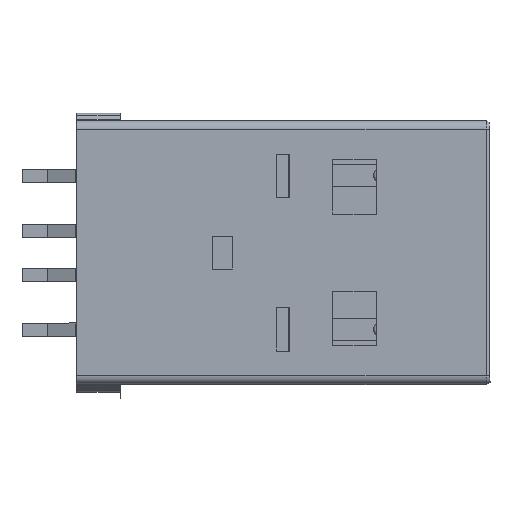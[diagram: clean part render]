
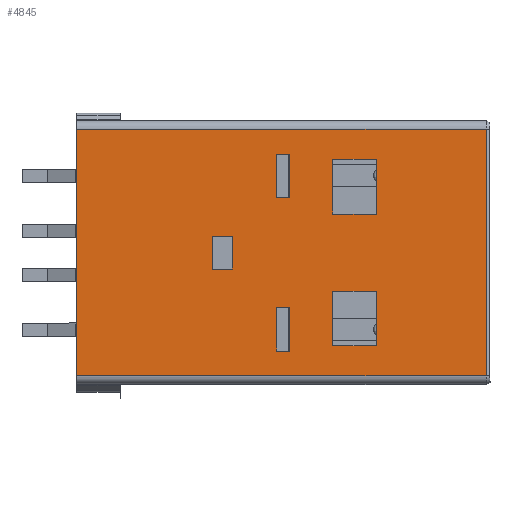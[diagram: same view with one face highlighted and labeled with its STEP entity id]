
A CAD part, top view. The second image highlights one B-rep face of the part: STEP entity #4845.
In plain terms, the highlighted planar face has unit normal (0, 0, 1).
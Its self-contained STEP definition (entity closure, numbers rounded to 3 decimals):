
#74 = VERTEX_POINT('',#75);
#75 = CARTESIAN_POINT('',(-7.9,5.549,3.141)
  );
#82 = EDGE_CURVE('',#74,#83,#85,.T.);
#83 = VERTEX_POINT('',#84);
#84 = CARTESIAN_POINT('',(-7.9,-5.651,3.141
    ));
#85 = LINE('',#86,#87);
#86 = CARTESIAN_POINT('',(-7.9,5.549,3.141)
  );
#87 = VECTOR('',#88,1.);
#88 = DIRECTION('',(0.,-1.,0.));
#4818 = EDGE_CURVE('',#4819,#4821,#4823,.T.);
#4819 = VERTEX_POINT('',#4820);
#4820 = CARTESIAN_POINT('',(5.74,4.199,3.141
    ));
#4821 = VERTEX_POINT('',#4822);
#4822 = CARTESIAN_POINT('',(3.74,4.199,3.141
    ));
#4823 = LINE('',#4824,#4825);
#4824 = CARTESIAN_POINT('',(5.74,4.199,3.141
    ));
#4825 = VECTOR('',#4826,1.);
#4826 = DIRECTION('',(-1.,0.,0.));
#4845 = ADVANCED_FACE('',(#4846,#4871,#4896,#4930,#4964,#4998),#5032,.T.
  );
#4846 = FACE_BOUND('',#4847,.F.);
#4847 = EDGE_LOOP('',(#4848,#4858,#4864,#4865));
#4848 = ORIENTED_EDGE('',*,*,#4849,.T.);
#4849 = EDGE_CURVE('',#4850,#4852,#4854,.T.);
#4850 = VERTEX_POINT('',#4851);
#4851 = CARTESIAN_POINT('',(10.727,5.549,3.141
    ));
#4852 = VERTEX_POINT('',#4853);
#4853 = CARTESIAN_POINT('',(10.727,-5.651,
    3.141));
#4854 = LINE('',#4855,#4856);
#4855 = CARTESIAN_POINT('',(10.727,5.549,
    3.141));
#4856 = VECTOR('',#4857,1.);
#4857 = DIRECTION('',(0.,-1.,0.));
#4858 = ORIENTED_EDGE('',*,*,#4859,.F.);
#4859 = EDGE_CURVE('',#83,#4852,#4860,.T.);
#4860 = LINE('',#4861,#4862);
#4861 = CARTESIAN_POINT('',(-7.9,-5.651,
    3.141));
#4862 = VECTOR('',#4863,1.);
#4863 = DIRECTION('',(1.,0.,0.));
#4864 = ORIENTED_EDGE('',*,*,#82,.F.);
#4865 = ORIENTED_EDGE('',*,*,#4866,.T.);
#4866 = EDGE_CURVE('',#74,#4850,#4867,.T.);
#4867 = LINE('',#4868,#4869);
#4868 = CARTESIAN_POINT('',(-7.9,5.549,
    3.141));
#4869 = VECTOR('',#4870,1.);
#4870 = DIRECTION('',(1.,0.,0.));
#4871 = FACE_BOUND('',#4872,.F.);
#4872 = EDGE_LOOP('',(#4873,#4874,#4882,#4890));
#4873 = ORIENTED_EDGE('',*,*,#4818,.T.);
#4874 = ORIENTED_EDGE('',*,*,#4875,.T.);
#4875 = EDGE_CURVE('',#4821,#4876,#4878,.T.);
#4876 = VERTEX_POINT('',#4877);
#4877 = CARTESIAN_POINT('',(3.74,1.699,3.141
    ));
#4878 = LINE('',#4879,#4880);
#4879 = CARTESIAN_POINT('',(3.74,4.199,3.141
    ));
#4880 = VECTOR('',#4881,1.);
#4881 = DIRECTION('',(0.,-1.,0.));
#4882 = ORIENTED_EDGE('',*,*,#4883,.T.);
#4883 = EDGE_CURVE('',#4876,#4884,#4886,.T.);
#4884 = VERTEX_POINT('',#4885);
#4885 = CARTESIAN_POINT('',(5.74,1.699,3.141
    ));
#4886 = LINE('',#4887,#4888);
#4887 = CARTESIAN_POINT('',(3.74,1.699,3.141
    ));
#4888 = VECTOR('',#4889,1.);
#4889 = DIRECTION('',(1.,0.,0.));
#4890 = ORIENTED_EDGE('',*,*,#4891,.T.);
#4891 = EDGE_CURVE('',#4884,#4819,#4892,.T.);
#4892 = LINE('',#4893,#4894);
#4893 = CARTESIAN_POINT('',(5.74,1.699,3.141
    ));
#4894 = VECTOR('',#4895,1.);
#4895 = DIRECTION('',(0.,1.,0.));
#4896 = FACE_BOUND('',#4897,.F.);
#4897 = EDGE_LOOP('',(#4898,#4908,#4916,#4924));
#4898 = ORIENTED_EDGE('',*,*,#4899,.T.);
#4899 = EDGE_CURVE('',#4900,#4902,#4904,.T.);
#4900 = VERTEX_POINT('',#4901);
#4901 = CARTESIAN_POINT('',(3.74,-1.801,
    3.141));
#4902 = VERTEX_POINT('',#4903);
#4903 = CARTESIAN_POINT('',(3.74,-4.301,
    3.141));
#4904 = LINE('',#4905,#4906);
#4905 = CARTESIAN_POINT('',(3.74,-1.801,
    3.141));
#4906 = VECTOR('',#4907,1.);
#4907 = DIRECTION('',(0.,-1.,0.));
#4908 = ORIENTED_EDGE('',*,*,#4909,.T.);
#4909 = EDGE_CURVE('',#4902,#4910,#4912,.T.);
#4910 = VERTEX_POINT('',#4911);
#4911 = CARTESIAN_POINT('',(5.74,-4.301,
    3.141));
#4912 = LINE('',#4913,#4914);
#4913 = CARTESIAN_POINT('',(3.74,-4.301,
    3.141));
#4914 = VECTOR('',#4915,1.);
#4915 = DIRECTION('',(1.,0.,0.));
#4916 = ORIENTED_EDGE('',*,*,#4917,.T.);
#4917 = EDGE_CURVE('',#4910,#4918,#4920,.T.);
#4918 = VERTEX_POINT('',#4919);
#4919 = CARTESIAN_POINT('',(5.74,-1.801,
    3.141));
#4920 = LINE('',#4921,#4922);
#4921 = CARTESIAN_POINT('',(5.74,-4.301,
    3.141));
#4922 = VECTOR('',#4923,1.);
#4923 = DIRECTION('',(0.,1.,0.));
#4924 = ORIENTED_EDGE('',*,*,#4925,.T.);
#4925 = EDGE_CURVE('',#4918,#4900,#4926,.T.);
#4926 = LINE('',#4927,#4928);
#4927 = CARTESIAN_POINT('',(5.74,-1.801,
    3.141));
#4928 = VECTOR('',#4929,1.);
#4929 = DIRECTION('',(-1.,0.,0.));
#4930 = FACE_BOUND('',#4931,.F.);
#4931 = EDGE_LOOP('',(#4932,#4942,#4950,#4958));
#4932 = ORIENTED_EDGE('',*,*,#4933,.T.);
#4933 = EDGE_CURVE('',#4934,#4936,#4938,.T.);
#4934 = VERTEX_POINT('',#4935);
#4935 = CARTESIAN_POINT('',(1.2,-4.531,
    3.141));
#4936 = VERTEX_POINT('',#4937);
#4937 = CARTESIAN_POINT('',(1.8,-4.531,
    3.141));
#4938 = LINE('',#4939,#4940);
#4939 = CARTESIAN_POINT('',(1.2,-4.531,
    3.141));
#4940 = VECTOR('',#4941,1.);
#4941 = DIRECTION('',(1.,0.,0.));
#4942 = ORIENTED_EDGE('',*,*,#4943,.T.);
#4943 = EDGE_CURVE('',#4936,#4944,#4946,.T.);
#4944 = VERTEX_POINT('',#4945);
#4945 = CARTESIAN_POINT('',(1.8,-2.531,
    3.141));
#4946 = LINE('',#4947,#4948);
#4947 = CARTESIAN_POINT('',(1.8,-4.531,
    3.141));
#4948 = VECTOR('',#4949,1.);
#4949 = DIRECTION('',(0.,1.,0.));
#4950 = ORIENTED_EDGE('',*,*,#4951,.T.);
#4951 = EDGE_CURVE('',#4944,#4952,#4954,.T.);
#4952 = VERTEX_POINT('',#4953);
#4953 = CARTESIAN_POINT('',(1.2,-2.531,
    3.141));
#4954 = LINE('',#4955,#4956);
#4955 = CARTESIAN_POINT('',(1.8,-2.531,
    3.141));
#4956 = VECTOR('',#4957,1.);
#4957 = DIRECTION('',(-1.,0.,0.));
#4958 = ORIENTED_EDGE('',*,*,#4959,.T.);
#4959 = EDGE_CURVE('',#4952,#4934,#4960,.T.);
#4960 = LINE('',#4961,#4962);
#4961 = CARTESIAN_POINT('',(1.2,-2.531,
    3.141));
#4962 = VECTOR('',#4963,1.);
#4963 = DIRECTION('',(0.,-1.,0.));
#4964 = FACE_BOUND('',#4965,.F.);
#4965 = EDGE_LOOP('',(#4966,#4976,#4984,#4992));
#4966 = ORIENTED_EDGE('',*,*,#4967,.T.);
#4967 = EDGE_CURVE('',#4968,#4970,#4972,.T.);
#4968 = VERTEX_POINT('',#4969);
#4969 = CARTESIAN_POINT('',(1.2,2.429,3.141
    ));
#4970 = VERTEX_POINT('',#4971);
#4971 = CARTESIAN_POINT('',(1.8,2.429,3.141
    ));
#4972 = LINE('',#4973,#4974);
#4973 = CARTESIAN_POINT('',(1.2,2.429,3.141
    ));
#4974 = VECTOR('',#4975,1.);
#4975 = DIRECTION('',(1.,0.,0.));
#4976 = ORIENTED_EDGE('',*,*,#4977,.T.);
#4977 = EDGE_CURVE('',#4970,#4978,#4980,.T.);
#4978 = VERTEX_POINT('',#4979);
#4979 = CARTESIAN_POINT('',(1.8,4.429,3.141
    ));
#4980 = LINE('',#4981,#4982);
#4981 = CARTESIAN_POINT('',(1.8,2.429,3.141
    ));
#4982 = VECTOR('',#4983,1.);
#4983 = DIRECTION('',(0.,1.,0.));
#4984 = ORIENTED_EDGE('',*,*,#4985,.T.);
#4985 = EDGE_CURVE('',#4978,#4986,#4988,.T.);
#4986 = VERTEX_POINT('',#4987);
#4987 = CARTESIAN_POINT('',(1.2,4.429,3.141
    ));
#4988 = LINE('',#4989,#4990);
#4989 = CARTESIAN_POINT('',(1.8,4.429,3.141
    ));
#4990 = VECTOR('',#4991,1.);
#4991 = DIRECTION('',(-1.,0.,0.));
#4992 = ORIENTED_EDGE('',*,*,#4993,.T.);
#4993 = EDGE_CURVE('',#4986,#4968,#4994,.T.);
#4994 = LINE('',#4995,#4996);
#4995 = CARTESIAN_POINT('',(1.2,4.429,3.141
    ));
#4996 = VECTOR('',#4997,1.);
#4997 = DIRECTION('',(0.,-1.,0.));
#4998 = FACE_BOUND('',#4999,.F.);
#4999 = EDGE_LOOP('',(#5000,#5010,#5018,#5026));
#5000 = ORIENTED_EDGE('',*,*,#5001,.F.);
#5001 = EDGE_CURVE('',#5002,#5004,#5006,.T.);
#5002 = VERTEX_POINT('',#5003);
#5003 = CARTESIAN_POINT('',(-0.82,-0.801,
    3.141));
#5004 = VERTEX_POINT('',#5005);
#5005 = CARTESIAN_POINT('',(-1.73,-0.801,
    3.141));
#5006 = LINE('',#5007,#5008);
#5007 = CARTESIAN_POINT('',(-0.82,-0.801,
    3.141));
#5008 = VECTOR('',#5009,1.);
#5009 = DIRECTION('',(-1.,0.,0.));
#5010 = ORIENTED_EDGE('',*,*,#5011,.T.);
#5011 = EDGE_CURVE('',#5002,#5012,#5014,.T.);
#5012 = VERTEX_POINT('',#5013);
#5013 = CARTESIAN_POINT('',(-0.82,0.699,
    3.141));
#5014 = LINE('',#5015,#5016);
#5015 = CARTESIAN_POINT('',(-0.82,-0.801,
    3.141));
#5016 = VECTOR('',#5017,1.);
#5017 = DIRECTION('',(0.,1.,0.));
#5018 = ORIENTED_EDGE('',*,*,#5019,.T.);
#5019 = EDGE_CURVE('',#5012,#5020,#5022,.T.);
#5020 = VERTEX_POINT('',#5021);
#5021 = CARTESIAN_POINT('',(-1.73,0.699,
    3.141));
#5022 = LINE('',#5023,#5024);
#5023 = CARTESIAN_POINT('',(-0.82,0.699,
    3.141));
#5024 = VECTOR('',#5025,1.);
#5025 = DIRECTION('',(-1.,0.,0.));
#5026 = ORIENTED_EDGE('',*,*,#5027,.F.);
#5027 = EDGE_CURVE('',#5004,#5020,#5028,.T.);
#5028 = LINE('',#5029,#5030);
#5029 = CARTESIAN_POINT('',(-1.73,-0.801,
    3.141));
#5030 = VECTOR('',#5031,1.);
#5031 = DIRECTION('',(0.,1.,0.));
#5032 = PLANE('',#5033);
#5033 = AXIS2_PLACEMENT_3D('',#5034,#5035,#5036);
#5034 = CARTESIAN_POINT('',(-7.9,5.549,
    3.141));
#5035 = DIRECTION('',(0.,0.,1.));
#5036 = DIRECTION('',(0.,-1.,0.));
